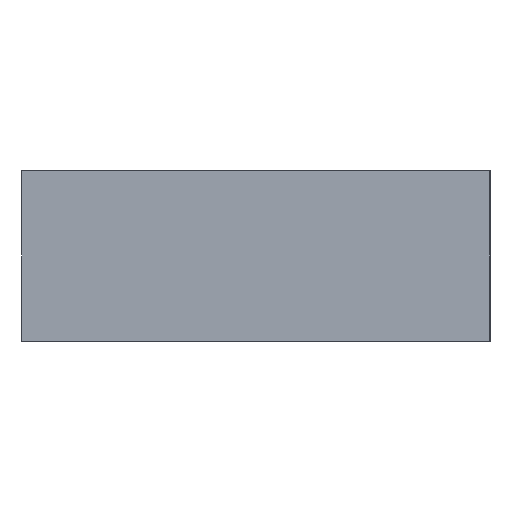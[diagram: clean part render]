
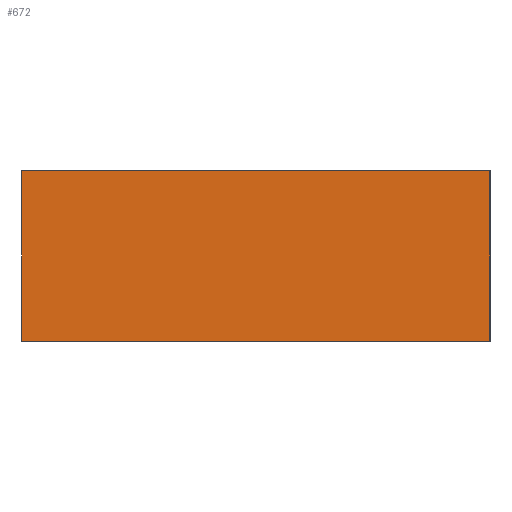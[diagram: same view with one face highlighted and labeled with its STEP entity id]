
A CAD part, left-side view. The second image highlights one B-rep face of the part: STEP entity #672.
In plain terms, the highlighted planar face has unit normal (-1, 0, 0).
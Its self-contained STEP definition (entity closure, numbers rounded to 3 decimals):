
#6 = ORIENTED_EDGE ( 'NONE', *, *, #248, .F. ) ;
#12 = CARTESIAN_POINT ( 'NONE',  ( -41.5, -16.5, 12. ) ) ;
#16 = LINE ( 'NONE', #325, #283 ) ;
#77 = CARTESIAN_POINT ( 'NONE',  ( -41.5, -16.5, 12. ) ) ;
#139 = DIRECTION ( 'NONE',  ( 0., 0., -1. ) ) ;
#150 = CARTESIAN_POINT ( 'NONE',  ( -41.5, -16.5, 0. ) ) ;
#158 = CARTESIAN_POINT ( 'NONE',  ( -41.5, 16.5, 12. ) ) ;
#183 = EDGE_LOOP ( 'NONE', ( #558, #272, #6, #594 ) ) ;
#191 = LINE ( 'NONE', #77, #610 ) ;
#195 = EDGE_CURVE ( 'NONE', #470, #554, #730, .T. ) ;
#234 = CARTESIAN_POINT ( 'NONE',  ( -41.5, 16.5, 0. ) ) ;
#248 = EDGE_CURVE ( 'NONE', #470, #513, #16, .T. ) ;
#251 = LINE ( 'NONE', #368, #451 ) ;
#272 = ORIENTED_EDGE ( 'NONE', *, *, #751, .F. ) ;
#283 = VECTOR ( 'NONE', #429, 1000. ) ;
#291 = VECTOR ( 'NONE', #499, 1000. ) ;
#315 = EDGE_CURVE ( 'NONE', #554, #358, #251, .T. ) ;
#325 = CARTESIAN_POINT ( 'NONE',  ( -41.5, -16.5, 12. ) ) ;
#358 = VERTEX_POINT ( 'NONE', #150 ) ;
#368 = CARTESIAN_POINT ( 'NONE',  ( -41.5, -16.5, 0. ) ) ;
#391 = CARTESIAN_POINT ( 'NONE',  ( -41.5, -16.5, 12. ) ) ;
#414 = FACE_OUTER_BOUND ( 'NONE', #183, .T. ) ;
#429 = DIRECTION ( 'NONE',  ( 0., -1., 0. ) ) ;
#451 = VECTOR ( 'NONE', #617, 1000. ) ;
#470 = VERTEX_POINT ( 'NONE', #158 ) ;
#493 = CARTESIAN_POINT ( 'NONE',  ( -41.5, 16.5, 12. ) ) ;
#499 = DIRECTION ( 'NONE',  ( 0., 0., -1. ) ) ;
#513 = VERTEX_POINT ( 'NONE', #391 ) ;
#515 = AXIS2_PLACEMENT_3D ( 'NONE', #12, #543, #139 ) ;
#543 = DIRECTION ( 'NONE',  ( 1., 0., 0. ) ) ;
#554 = VERTEX_POINT ( 'NONE', #234 ) ;
#558 = ORIENTED_EDGE ( 'NONE', *, *, #315, .T. ) ;
#594 = ORIENTED_EDGE ( 'NONE', *, *, #195, .T. ) ;
#600 = DIRECTION ( 'NONE',  ( 0., 0., -1. ) ) ;
#610 = VECTOR ( 'NONE', #600, 1000. ) ;
#617 = DIRECTION ( 'NONE',  ( 0., -1., 0. ) ) ;
#648 = PLANE ( 'NONE',  #515 ) ;
#672 = ADVANCED_FACE ( 'NONE', ( #414 ), #648, .F. ) ;
#730 = LINE ( 'NONE', #493, #291 ) ;
#751 = EDGE_CURVE ( 'NONE', #513, #358, #191, .T. ) ;
